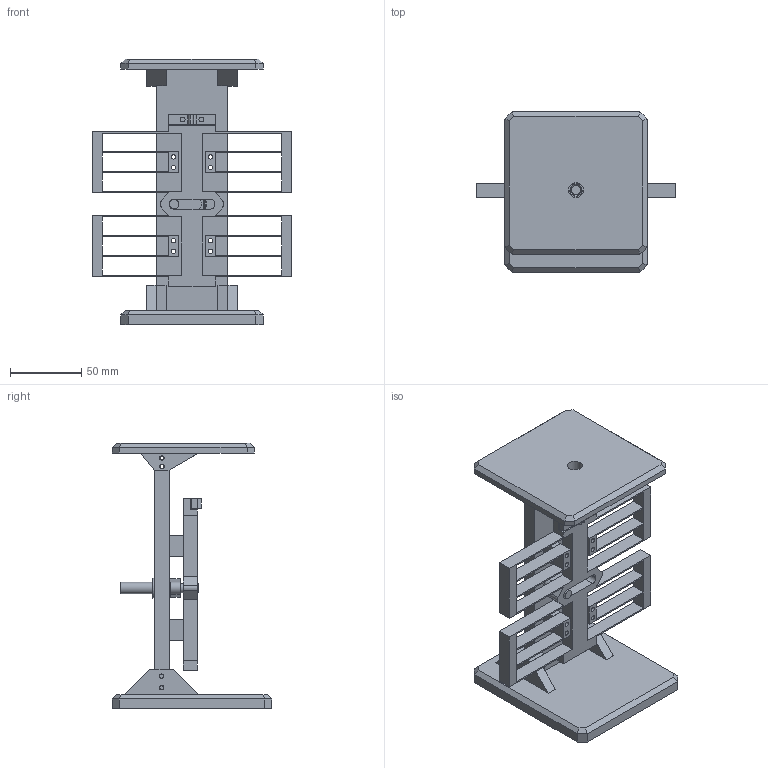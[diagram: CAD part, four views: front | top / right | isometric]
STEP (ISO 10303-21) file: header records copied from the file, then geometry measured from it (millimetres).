
FILE_DESCRIPTION(/* description */ (''),/* implementation_level */ '2;1');
FILE_NAME(/* name */ 'Die Filing Machine v11.step',/* time_stamp */ '2024-09-12T07:21:47-05:00',/* author */ (''),/* organization */ (''),/* preprocessor_version */ 'ST-DEVELOPER v20',/* originating_system */ 'Autodesk Translation Framework v13.14.0.145',/* authorisation */ '');
FILE_SCHEMA (('AUTOMOTIVE_DESIGN { 1 0 10303 214 3 1 1 }'));
Length unit declared in the file: millimetre
Products named in the file (10): Die Filing Machine; Vertical Support; 5972K501_Ball Bearing; Crankshaft; Circlip; Crank Pin; Flexure; Die Holder Clamp; Worktop; Base
Assembly tree (9 placements, depth 3):
  Die Filing Machine
    Vertical Support
    5972K501_Ball Bearing
    Crankshaft
      Circlip
      Crank Pin
    Flexure
      Die Holder Clamp
    Worktop
    Base
Bounding box: 140.6 x 112.34 x 187 mm (x, y, z)
Volume: 327777.7 mm3; surface area: 122293.8 mm2
Topology: 21 solids, 21 shells, 625 faces, 1684 edges, 1104 vertices
Faces by surface type: plane 436, cylinder 79, cone 73, torus 30, sphere 7
Full cylindrical faces by diameter (mm): 2.7 x7, 3.2 x24, 3.3 x4, 6.5 x3, 8 x3, 10.5 x2, 10.756 x4, 11.374 x2, 17.178 x2, 17.475 x2, 18.092 x4, 19.244 x2, 20.1 x1, 22 x1, 22.1 x1
Entity records: 19941 total; most frequent: CARTESIAN_POINT 3440, DIRECTION 3396, ORIENTED_EDGE 3340, EDGE_CURVE 1670, LINE 1224, VECTOR 1224, VERTEX_POINT 1104, AXIS2_PLACEMENT_3D 1086
